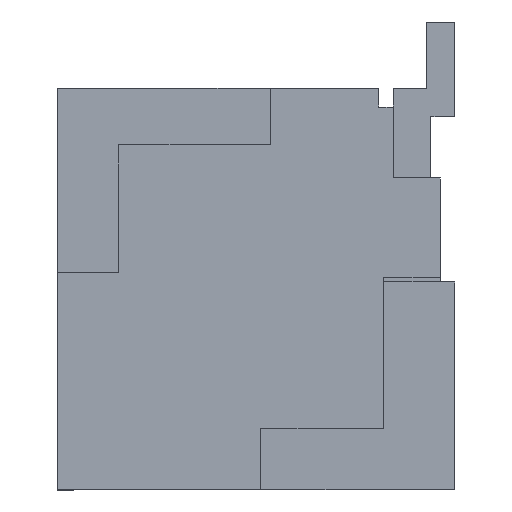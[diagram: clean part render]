
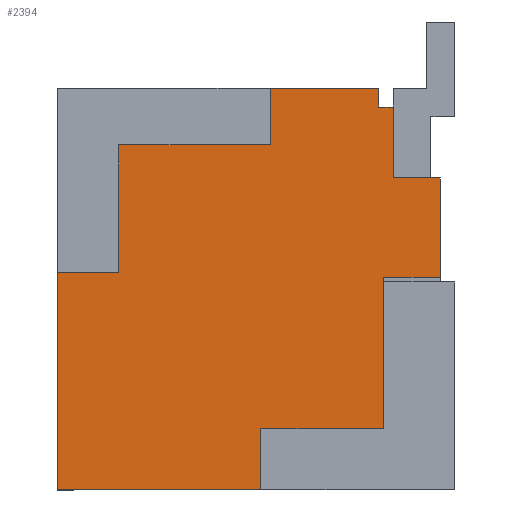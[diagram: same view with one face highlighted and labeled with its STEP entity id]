
A CAD part, left-side view. The second image highlights one B-rep face of the part: STEP entity #2394.
In plain terms, the highlighted planar face has unit normal (-1, 0, 0).
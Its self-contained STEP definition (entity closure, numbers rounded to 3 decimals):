
#40 = LINE ( 'NONE', #2982, #3346 ) ;
#56 = LINE ( 'NONE', #1612, #1207 ) ;
#59 = DIRECTION ( 'NONE',  ( 0., 0., 1. ) ) ;
#93 = CARTESIAN_POINT ( 'NONE',  ( -9.5, 0.325, 2.775 ) ) ;
#138 = CARTESIAN_POINT ( 'NONE',  ( -9.5, -0.175, -0.525 ) ) ;
#155 = DIRECTION ( 'NONE',  ( 0., 0., 1. ) ) ;
#202 = ORIENTED_EDGE ( 'NONE', *, *, #2399, .T. ) ;
#203 = LINE ( 'NONE', #1971, #1582 ) ;
#242 = CARTESIAN_POINT ( 'NONE',  ( -9.5, 0.425, 0.125 ) ) ;
#243 = EDGE_CURVE ( 'NONE', #1577, #1611, #4992, .T. ) ;
#318 = CARTESIAN_POINT ( 'NONE',  ( -9.5, 0.475, 3.525 ) ) ;
#347 = CARTESIAN_POINT ( 'NONE',  ( -9.5, -0.175, 2.775 ) ) ;
#368 = CARTESIAN_POINT ( 'NONE',  ( -9.5, 3.875, 2.775 ) ) ;
#402 = DIRECTION ( 'NONE',  ( 0., -1., 0. ) ) ;
#444 = DIRECTION ( 'NONE',  ( 0., 1., 0. ) ) ;
#447 = ORIENTED_EDGE ( 'NONE', *, *, #518, .F. ) ;
#471 = CARTESIAN_POINT ( 'NONE',  ( -9.5, 1.725, -0.525 ) ) ;
#510 = PLANE ( 'NONE',  #3764 ) ;
#518 = EDGE_CURVE ( 'NONE', #1862, #3844, #3386, .T. ) ;
#598 = ORIENTED_EDGE ( 'NONE', *, *, #4091, .T. ) ;
#604 = VERTEX_POINT ( 'NONE', #3555 ) ;
#606 = EDGE_CURVE ( 'NONE', #1333, #1197, #1832, .T. ) ;
#720 = FACE_OUTER_BOUND ( 'NONE', #3840, .T. ) ;
#781 = ORIENTED_EDGE ( 'NONE', *, *, #3350, .F. ) ;
#799 = CARTESIAN_POINT ( 'NONE',  ( -9.5, 3.875, 3.125 ) ) ;
#842 = VECTOR ( 'NONE', #1068, 1000. ) ;
#945 = CARTESIAN_POINT ( 'NONE',  ( -9.5, 1.725, 0.125 ) ) ;
#1068 = DIRECTION ( 'NONE',  ( 0., 0., 1. ) ) ;
#1094 = ORIENTED_EDGE ( 'NONE', *, *, #2138, .F. ) ;
#1099 = EDGE_CURVE ( 'NONE', #4207, #1862, #4284, .T. ) ;
#1197 = VERTEX_POINT ( 'NONE', #1566 ) ;
#1207 = VECTOR ( 'NONE', #4665, 1000. ) ;
#1243 = DIRECTION ( 'NONE',  ( 0., 0., 1. ) ) ;
#1292 = DIRECTION ( 'NONE',  ( 1., 0., 0. ) ) ;
#1318 = CARTESIAN_POINT ( 'NONE',  ( -9.5, 3.875, -0.525 ) ) ;
#1333 = VERTEX_POINT ( 'NONE', #318 ) ;
#1405 = VECTOR ( 'NONE', #4369, 1000. ) ;
#1555 = ORIENTED_EDGE ( 'NONE', *, *, #2129, .F. ) ;
#1566 = CARTESIAN_POINT ( 'NONE',  ( -9.5, 0.475, 3.725 ) ) ;
#1577 = VERTEX_POINT ( 'NONE', #2475 ) ;
#1582 = VECTOR ( 'NONE', #444, 1000. ) ;
#1608 = VECTOR ( 'NONE', #1929, 1000. ) ;
#1611 = VERTEX_POINT ( 'NONE', #2830 ) ;
#1612 = CARTESIAN_POINT ( 'NONE',  ( -9.5, 1.625, 3.725 ) ) ;
#1628 = VECTOR ( 'NONE', #59, 1000. ) ;
#1660 = ORIENTED_EDGE ( 'NONE', *, *, #4929, .F. ) ;
#1749 = VERTEX_POINT ( 'NONE', #2547 ) ;
#1765 = ORIENTED_EDGE ( 'NONE', *, *, #1099, .F. ) ;
#1795 = LINE ( 'NONE', #368, #3172 ) ;
#1809 = LINE ( 'NONE', #4710, #3738 ) ;
#1832 = LINE ( 'NONE', #3198, #1405 ) ;
#1843 = CARTESIAN_POINT ( 'NONE',  ( -9.5, 3.875, 1.775 ) ) ;
#1862 = VERTEX_POINT ( 'NONE', #1894 ) ;
#1890 = DIRECTION ( 'NONE',  ( 0., -1., 0. ) ) ;
#1894 = CARTESIAN_POINT ( 'NONE',  ( -9.5, 3.225, 3.125 ) ) ;
#1898 = CARTESIAN_POINT ( 'NONE',  ( -9.5, -0.175, 1.725 ) ) ;
#1905 = VERTEX_POINT ( 'NONE', #3019 ) ;
#1908 = ORIENTED_EDGE ( 'NONE', *, *, #4314, .T. ) ;
#1929 = DIRECTION ( 'NONE',  ( 0., 1., 0. ) ) ;
#1937 = VECTOR ( 'NONE', #4072, 1000. ) ;
#1971 = CARTESIAN_POINT ( 'NONE',  ( -9.5, 3.875, 3.725 ) ) ;
#2008 = CARTESIAN_POINT ( 'NONE',  ( -9.5, 0.425, 3.725 ) ) ;
#2074 = DIRECTION ( 'NONE',  ( 0., -1., 0. ) ) ;
#2129 = EDGE_CURVE ( 'NONE', #1905, #4207, #3167, .T. ) ;
#2136 = VERTEX_POINT ( 'NONE', #2211 ) ;
#2138 = EDGE_CURVE ( 'NONE', #3480, #2136, #40, .T. ) ;
#2187 = VECTOR ( 'NONE', #2359, 1000. ) ;
#2211 = CARTESIAN_POINT ( 'NONE',  ( -9.5, 0.425, 1.725 ) ) ;
#2278 = ORIENTED_EDGE ( 'NONE', *, *, #606, .T. ) ;
#2359 = DIRECTION ( 'NONE',  ( 0., 0., -1. ) ) ;
#2377 = EDGE_CURVE ( 'NONE', #1611, #1333, #1809, .T. ) ;
#2388 = ORIENTED_EDGE ( 'NONE', *, *, #243, .T. ) ;
#2394 = ADVANCED_FACE ( 'NONE', ( #720 ), #510, .F. ) ;
#2399 = EDGE_CURVE ( 'NONE', #604, #2963, #3473, .T. ) ;
#2475 = CARTESIAN_POINT ( 'NONE',  ( -9.5, 0.325, 2.775 ) ) ;
#2547 = CARTESIAN_POINT ( 'NONE',  ( -9.5, 1.625, 3.725 ) ) ;
#2583 = DIRECTION ( 'NONE',  ( 0., -1., 0. ) ) ;
#2677 = CARTESIAN_POINT ( 'NONE',  ( -9.5, 3.875, 0.125 ) ) ;
#2830 = CARTESIAN_POINT ( 'NONE',  ( -9.5, 0.325, 3.525 ) ) ;
#2918 = EDGE_CURVE ( 'NONE', #3844, #1749, #56, .T. ) ;
#2963 = VERTEX_POINT ( 'NONE', #471 ) ;
#2977 = CARTESIAN_POINT ( 'NONE',  ( -9.5, 3.875, 3.725 ) ) ;
#2982 = CARTESIAN_POINT ( 'NONE',  ( -9.5, 3.875, 1.725 ) ) ;
#3019 = CARTESIAN_POINT ( 'NONE',  ( -9.5, 3.875, 1.775 ) ) ;
#3044 = CARTESIAN_POINT ( 'NONE',  ( -9.5, 3.225, 1.775 ) ) ;
#3052 = VERTEX_POINT ( 'NONE', #945 ) ;
#3056 = LINE ( 'NONE', #2977, #842 ) ;
#3167 = LINE ( 'NONE', #1843, #3589 ) ;
#3172 = VECTOR ( 'NONE', #1890, 1000. ) ;
#3176 = CARTESIAN_POINT ( 'NONE',  ( -9.5, 3.875, 3.725 ) ) ;
#3198 = CARTESIAN_POINT ( 'NONE',  ( -9.5, 0.475, 3.525 ) ) ;
#3274 = CARTESIAN_POINT ( 'NONE',  ( -9.5, 1.725, -0.525 ) ) ;
#3276 = ORIENTED_EDGE ( 'NONE', *, *, #4564, .F. ) ;
#3346 = VECTOR ( 'NONE', #3762, 1000. ) ;
#3350 = EDGE_CURVE ( 'NONE', #604, #1905, #3056, .T. ) ;
#3386 = LINE ( 'NONE', #799, #4796 ) ;
#3397 = LINE ( 'NONE', #2008, #2187 ) ;
#3473 = LINE ( 'NONE', #1318, #4519 ) ;
#3480 = VERTEX_POINT ( 'NONE', #1898 ) ;
#3549 = EDGE_CURVE ( 'NONE', #4497, #3052, #4326, .T. ) ;
#3555 = CARTESIAN_POINT ( 'NONE',  ( -9.5, 3.875, -0.525 ) ) ;
#3568 = DIRECTION ( 'NONE',  ( 0., 0., -1. ) ) ;
#3589 = VECTOR ( 'NONE', #2583, 1000. ) ;
#3640 = CARTESIAN_POINT ( 'NONE',  ( -9.5, 1.625, 3.125 ) ) ;
#3666 = ORIENTED_EDGE ( 'NONE', *, *, #3705, .F. ) ;
#3705 = EDGE_CURVE ( 'NONE', #2136, #4497, #3397, .T. ) ;
#3706 = VECTOR ( 'NONE', #1243, 1000. ) ;
#3738 = VECTOR ( 'NONE', #4316, 1000. ) ;
#3762 = DIRECTION ( 'NONE',  ( 0., 1., 0. ) ) ;
#3764 = AXIS2_PLACEMENT_3D ( 'NONE', #3176, #1292, #3568 ) ;
#3787 = ORIENTED_EDGE ( 'NONE', *, *, #2377, .T. ) ;
#3840 = EDGE_LOOP ( 'NONE', ( #447, #1765, #1555, #781, #202, #3276, #4218, #3666, #1094, #598, #1660, #2388, #3787, #2278, #1908, #4835 ) ) ;
#3844 = VERTEX_POINT ( 'NONE', #3640 ) ;
#3916 = CARTESIAN_POINT ( 'NONE',  ( -9.5, 3.225, 3.725 ) ) ;
#4072 = DIRECTION ( 'NONE',  ( 0., 0., -1. ) ) ;
#4091 = EDGE_CURVE ( 'NONE', #3480, #4274, #4603, .T. ) ;
#4207 = VERTEX_POINT ( 'NONE', #3044 ) ;
#4218 = ORIENTED_EDGE ( 'NONE', *, *, #3549, .F. ) ;
#4229 = LINE ( 'NONE', #3274, #1937 ) ;
#4246 = VECTOR ( 'NONE', #155, 1000. ) ;
#4274 = VERTEX_POINT ( 'NONE', #347 ) ;
#4284 = LINE ( 'NONE', #3916, #1628 ) ;
#4314 = EDGE_CURVE ( 'NONE', #1197, #1749, #203, .T. ) ;
#4316 = DIRECTION ( 'NONE',  ( 0., 1., 0. ) ) ;
#4326 = LINE ( 'NONE', #2677, #1608 ) ;
#4369 = DIRECTION ( 'NONE',  ( 0., 0., 1. ) ) ;
#4497 = VERTEX_POINT ( 'NONE', #242 ) ;
#4519 = VECTOR ( 'NONE', #2074, 1000. ) ;
#4564 = EDGE_CURVE ( 'NONE', #3052, #2963, #4229, .T. ) ;
#4603 = LINE ( 'NONE', #138, #4246 ) ;
#4665 = DIRECTION ( 'NONE',  ( 0., 0., 1. ) ) ;
#4710 = CARTESIAN_POINT ( 'NONE',  ( -9.5, 0.325, 3.525 ) ) ;
#4796 = VECTOR ( 'NONE', #402, 1000. ) ;
#4835 = ORIENTED_EDGE ( 'NONE', *, *, #2918, .F. ) ;
#4929 = EDGE_CURVE ( 'NONE', #1577, #4274, #1795, .T. ) ;
#4992 = LINE ( 'NONE', #93, #3706 ) ;
